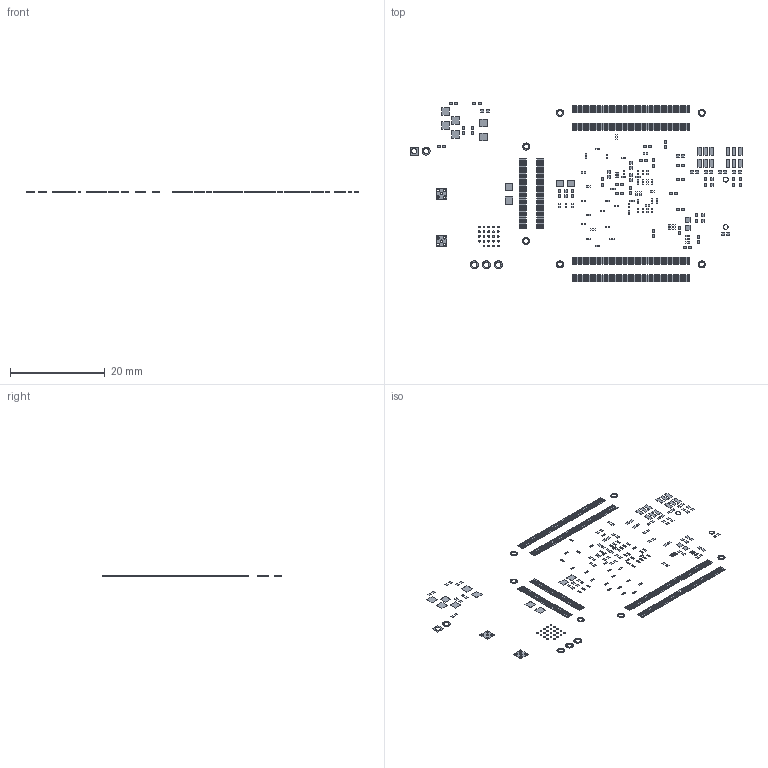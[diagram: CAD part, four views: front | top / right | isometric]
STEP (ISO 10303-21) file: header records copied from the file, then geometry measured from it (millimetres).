
FILE_DESCRIPTION(('None'),'2;1');
FILE_NAME('MIB_Module_CopperBottom.step', '', (' '), ('Mentor Graphics'), '', 'Expedition PCB', ' ');
FILE_SCHEMA(('CONFIG_CONTROL_DESIGN'));
Length unit declared in the file: millimetre
Products named in the file (1): MIB_Module_CopperBottom
Bounding box: 70.06 x 37.95 x 0.04 mm (x, y, z)
Volume: 7.7 mm3; surface area: 493.6 mm2
Topology: 511 solids, 511 shells, 3040 faces, 6054 edges, 4036 vertices
Faces by surface type: plane 2922, cylinder 118
Entity records: 68308 total; most frequent: DIRECTION 12372, ORIENTED_EDGE 12108, EDGE_CURVE 6054, LINE 5818, VECTOR 5818, CARTESIAN_POINT 4273, VERTEX_POINT 4036, AXIS2_PLACEMENT_3D 3277
